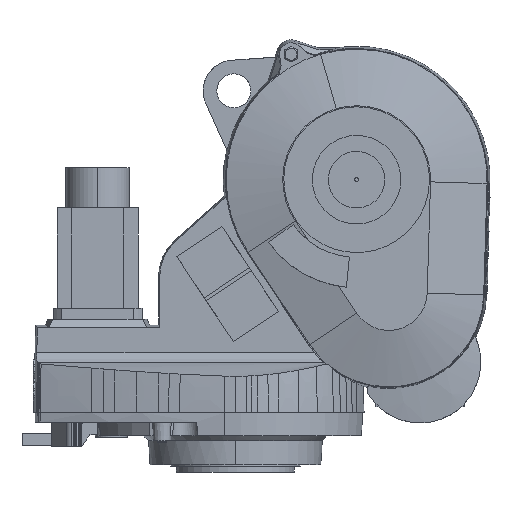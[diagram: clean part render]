
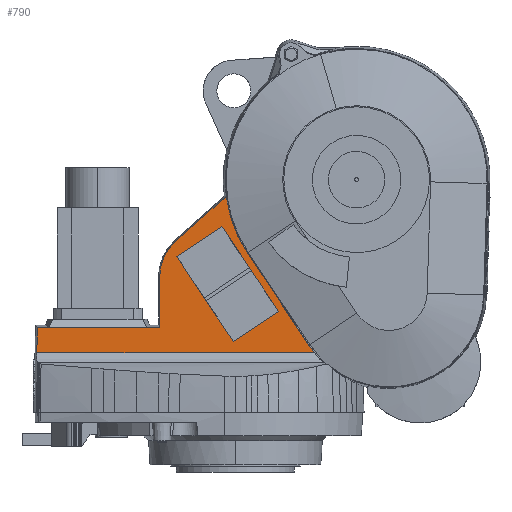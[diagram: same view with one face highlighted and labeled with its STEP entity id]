
A CAD part, front view. The second image highlights one B-rep face of the part: STEP entity #790.
In plain terms, the highlighted planar face has unit normal (0, -1, 0).
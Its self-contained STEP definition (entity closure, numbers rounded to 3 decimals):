
#195 = DIRECTION ( 'NONE',  ( -0.747, 0., -0.665 ) ) ;
#314 = CARTESIAN_POINT ( 'NONE',  ( 92.317, -95., 279.65 ) ) ;
#330 = EDGE_LOOP ( 'NONE', ( #22552, #23098, #5319, #10789, #21079, #11295, #10690, #7882, #3948 ) ) ;
#333 = DIRECTION ( 'NONE',  ( 0.832, 0., 0.555 ) ) ;
#349 = EDGE_CURVE ( 'NONE', #18346, #1085, #2029, .T. ) ;
#468 = LINE ( 'NONE', #9646, #9949 ) ;
#475 = VERTEX_POINT ( 'NONE', #23471 ) ;
#790 = ADVANCED_FACE ( 'NONE', ( #20660, #14480 ), #22881, .T. ) ;
#803 = CARTESIAN_POINT ( 'NONE',  ( 14.588, -95., 396.16 ) ) ;
#915 = CARTESIAN_POINT ( 'NONE',  ( 159.197, -95., 303.356 ) ) ;
#1037 = CARTESIAN_POINT ( 'NONE',  ( -2.476, -95., 286.203 ) ) ;
#1085 = VERTEX_POINT ( 'NONE', #12506 ) ;
#1089 = CARTESIAN_POINT ( 'NONE',  ( -1.469, -95., 425.428 ) ) ;
#1290 = EDGE_CURVE ( 'NONE', #2262, #15613, #2035, .T. ) ;
#1667 = VERTEX_POINT ( 'NONE', #7204 ) ;
#1830 = CARTESIAN_POINT ( 'NONE',  ( -74.055, -95., 410.121 ) ) ;
#2029 = LINE ( 'NONE', #21754, #15382 ) ;
#2035 = LINE ( 'NONE', #3632, #21595 ) ;
#2235 = DIRECTION ( 'NONE',  ( 0., -1., 0. ) ) ;
#2262 = VERTEX_POINT ( 'NONE', #22814 ) ;
#2329 = DIRECTION ( 'NONE',  ( 0., 0., -1. ) ) ;
#2540 = VERTEX_POINT ( 'NONE', #10981 ) ;
#2833 = VERTEX_POINT ( 'NONE', #15692 ) ;
#2981 = CARTESIAN_POINT ( 'NONE',  ( -6.876, -95., 441.278 ) ) ;
#3632 = CARTESIAN_POINT ( 'NONE',  ( -16.668, -95., 428.201 ) ) ;
#3948 = ORIENTED_EDGE ( 'NONE', *, *, #22257, .T. ) ;
#4024 = VECTOR ( 'NONE', #18170, 1000. ) ;
#4097 = CARTESIAN_POINT ( 'NONE',  ( 97.78, -95., 272.431 ) ) ;
#4405 = CARTESIAN_POINT ( 'NONE',  ( -74.055, -95., 410.121 ) ) ;
#4628 = LINE ( 'NONE', #21101, #19115 ) ;
#4892 = CARTESIAN_POINT ( 'NONE',  ( -10.417, -95., 457.621 ) ) ;
#4974 = VECTOR ( 'NONE', #16291, 1000. ) ;
#5319 = ORIENTED_EDGE ( 'NONE', *, *, #8002, .T. ) ;
#5650 = CARTESIAN_POINT ( 'NONE',  ( -87.675, -95., 393.961 ) ) ;
#5784 = EDGE_CURVE ( 'NONE', #475, #1085, #21893, .T. ) ;
#6511 = CARTESIAN_POINT ( 'NONE',  ( -93.55, -95., 303.356 ) ) ;
#6625 = CARTESIAN_POINT ( 'NONE',  ( 53.259, -95., 323.386 ) ) ;
#6806 = EDGE_CURVE ( 'NONE', #12631, #475, #16120, .T. ) ;
#7204 = CARTESIAN_POINT ( 'NONE',  ( -72.403, -95., 391.018 ) ) ;
#7274 = EDGE_CURVE ( 'NONE', #16785, #18230, #14787, .T. ) ;
#7313 = LINE ( 'NONE', #14055, #17359 ) ;
#7383 = VECTOR ( 'NONE', #23477, 1000. ) ;
#7472 = DIRECTION ( 'NONE',  ( 0.555, 0., -0.832 ) ) ;
#7565 = CARTESIAN_POINT ( 'NONE',  ( -92.565, -95., 380.562 ) ) ;
#7800 = EDGE_CURVE ( 'NONE', #14545, #18814, #12949, .T. ) ;
#7866 = CARTESIAN_POINT ( 'NONE',  ( 97.78, -95., 272.431 ) ) ;
#7882 = ORIENTED_EDGE ( 'NONE', *, *, #7800, .T. ) ;
#8002 = EDGE_CURVE ( 'NONE', #18230, #12631, #468, .T. ) ;
#8642 = CARTESIAN_POINT ( 'NONE',  ( 14.588, -95., 396.16 ) ) ;
#9462 = CARTESIAN_POINT ( 'NONE',  ( -93.55, -95., 366.5 ) ) ;
#9646 = CARTESIAN_POINT ( 'NONE',  ( -11.473, -95., 465.9 ) ) ;
#9719 = VECTOR ( 'NONE', #14003, 1000. ) ;
#9764 = CARTESIAN_POINT ( 'NONE',  ( 96.351, -95., 274.186 ) ) ;
#9949 = VECTOR ( 'NONE', #195, 1000. ) ;
#10385 = B_SPLINE_CURVE_WITH_KNOTS ( 'NONE', 5,
 ( #7866, #9764, #23028, #11665, #314, #13597 ),
 .UNSPECIFIED., .F., .F.,
 ( 6, 6 ),
 ( 0., 0.011 ),
 .UNSPECIFIED. ) ;
#10690 = ORIENTED_EDGE ( 'NONE', *, *, #20010, .F. ) ;
#10789 = ORIENTED_EDGE ( 'NONE', *, *, #6806, .T. ) ;
#10981 = CARTESIAN_POINT ( 'NONE',  ( -2.476, -95., 286.203 ) ) ;
#11295 = ORIENTED_EDGE ( 'NONE', *, *, #349, .F. ) ;
#11665 = CARTESIAN_POINT ( 'NONE',  ( 93.618, -95., 277.797 ) ) ;
#11883 = CARTESIAN_POINT ( 'NONE',  ( 53.259, -95., 323.386 ) ) ;
#12246 = DIRECTION ( 'NONE',  ( -0.832, 0., -0.555 ) ) ;
#12393 = CARTESIAN_POINT ( 'NONE',  ( 159.197, -95., 272.431 ) ) ;
#12431 = CARTESIAN_POINT ( 'NONE',  ( 1.911, -95., 417.764 ) ) ;
#12506 = CARTESIAN_POINT ( 'NONE',  ( -93.55, -95., 303.356 ) ) ;
#12631 = VERTEX_POINT ( 'NONE', #4405 ) ;
#12812 = AXIS2_PLACEMENT_3D ( 'NONE', #915, #2235, #2329 ) ;
#12949 = LINE ( 'NONE', #12393, #4024 ) ;
#13192 = CARTESIAN_POINT ( 'NONE',  ( -79.293, -95., 405.431 ) ) ;
#13597 = CARTESIAN_POINT ( 'NONE',  ( 91.061, -95., 281.533 ) ) ;
#14003 = DIRECTION ( 'NONE',  ( -0.555, 0., 0.832 ) ) ;
#14055 = CARTESIAN_POINT ( 'NONE',  ( -245.021, -95., 303.356 ) ) ;
#14353 = CARTESIAN_POINT ( 'NONE',  ( -4.401, -95., 433.276 ) ) ;
#14480 = FACE_OUTER_BOUND ( 'NONE', #330, .T. ) ;
#14545 = VERTEX_POINT ( 'NONE', #17861 ) ;
#14683 = CARTESIAN_POINT ( 'NONE',  ( -11.473, -95., 465.9 ) ) ;
#14787 = B_SPLINE_CURVE_WITH_KNOTS ( 'NONE', 9,
 ( #8642, #19927, #23772, #12431, #1089, #14353, #2981, #16256, #4892, #18117 ),
 .UNSPECIFIED., .F., .F.,
 ( 10, 10 ),
 ( 0., 0.075 ),
 .UNSPECIFIED. ) ;
#14995 = ORIENTED_EDGE ( 'NONE', *, *, #23727, .T. ) ;
#15246 = CARTESIAN_POINT ( 'NONE',  ( -245.021, -95., 303.356 ) ) ;
#15365 = LINE ( 'NONE', #21506, #9719 ) ;
#15382 = VECTOR ( 'NONE', #23659, 1000. ) ;
#15613 = VERTEX_POINT ( 'NONE', #11883 ) ;
#15692 = CARTESIAN_POINT ( 'NONE',  ( 91.061, -95., 281.533 ) ) ;
#15947 = DIRECTION ( 'NONE',  ( 0.026, 0., 1. ) ) ;
#16120 = B_SPLINE_CURVE_WITH_KNOTS ( 'NONE', 7,
 ( #1830, #13192, #16984, #5650, #18855, #7565, #20768, #9462 ),
 .UNSPECIFIED., .F., .F.,
 ( 8, 8 ),
 ( 0., 0.049 ),
 .UNSPECIFIED. ) ;
#16161 = ORIENTED_EDGE ( 'NONE', *, *, #1290, .T. ) ;
#16256 = CARTESIAN_POINT ( 'NONE',  ( -8.883, -95., 449.403 ) ) ;
#16291 = DIRECTION ( 'NONE',  ( -0.555, 0., 0.832 ) ) ;
#16785 = VERTEX_POINT ( 'NONE', #803 ) ;
#16984 = CARTESIAN_POINT ( 'NONE',  ( -83.874, -95., 400.008 ) ) ;
#17359 = VECTOR ( 'NONE', #15947, 1000. ) ;
#17861 = CARTESIAN_POINT ( 'NONE',  ( -245.832, -95., 272.431 ) ) ;
#18025 = ORIENTED_EDGE ( 'NONE', *, *, #20979, .T. ) ;
#18117 = CARTESIAN_POINT ( 'NONE',  ( -11.473, -95., 465.9 ) ) ;
#18170 = DIRECTION ( 'NONE',  ( 1., 0., 0. ) ) ;
#18230 = VERTEX_POINT ( 'NONE', #14683 ) ;
#18346 = VERTEX_POINT ( 'NONE', #15246 ) ;
#18474 = EDGE_CURVE ( 'NONE', #2833, #16785, #15365, .T. ) ;
#18783 = VECTOR ( 'NONE', #12246, 1000. ) ;
#18814 = VERTEX_POINT ( 'NONE', #4097 ) ;
#18855 = CARTESIAN_POINT ( 'NONE',  ( -90.595, -95., 387.427 ) ) ;
#19115 = VECTOR ( 'NONE', #333, 1000. ) ;
#19379 = LINE ( 'NONE', #6625, #18783 ) ;
#19927 = CARTESIAN_POINT ( 'NONE',  ( 9.956, -95., 403.103 ) ) ;
#20010 = EDGE_CURVE ( 'NONE', #14545, #18346, #7313, .T. ) ;
#20038 = LINE ( 'NONE', #1037, #4974 ) ;
#20660 = FACE_BOUND ( 'NONE', #23811, .T. ) ;
#20768 = CARTESIAN_POINT ( 'NONE',  ( -93.55, -95., 373.531 ) ) ;
#20979 = EDGE_CURVE ( 'NONE', #15613, #2540, #19379, .T. ) ;
#21079 = ORIENTED_EDGE ( 'NONE', *, *, #5784, .T. ) ;
#21101 = CARTESIAN_POINT ( 'NONE',  ( -72.403, -95., 391.018 ) ) ;
#21506 = CARTESIAN_POINT ( 'NONE',  ( 91.061, -95., 281.533 ) ) ;
#21595 = VECTOR ( 'NONE', #7472, 1000. ) ;
#21754 = CARTESIAN_POINT ( 'NONE',  ( 159.197, -95., 303.356 ) ) ;
#21893 = LINE ( 'NONE', #6511, #7383 ) ;
#22257 = EDGE_CURVE ( 'NONE', #18814, #2833, #10385, .T. ) ;
#22552 = ORIENTED_EDGE ( 'NONE', *, *, #18474, .T. ) ;
#22726 = EDGE_CURVE ( 'NONE', #2540, #1667, #20038, .T. ) ;
#22814 = CARTESIAN_POINT ( 'NONE',  ( -16.668, -95., 428.201 ) ) ;
#22881 = PLANE ( 'NONE',  #12812 ) ;
#23028 = CARTESIAN_POINT ( 'NONE',  ( 94.963, -95., 275.975 ) ) ;
#23098 = ORIENTED_EDGE ( 'NONE', *, *, #7274, .T. ) ;
#23471 = CARTESIAN_POINT ( 'NONE',  ( -93.55, -95., 366.5 ) ) ;
#23477 = DIRECTION ( 'NONE',  ( 0., 0., -1. ) ) ;
#23659 = DIRECTION ( 'NONE',  ( 1., 0., 0. ) ) ;
#23727 = EDGE_CURVE ( 'NONE', #1667, #2262, #4628, .T. ) ;
#23772 = CARTESIAN_POINT ( 'NONE',  ( 5.724, -95., 410.313 ) ) ;
#23811 = EDGE_LOOP ( 'NONE', ( #16161, #18025, #24544, #14995 ) ) ;
#24544 = ORIENTED_EDGE ( 'NONE', *, *, #22726, .T. ) ;
